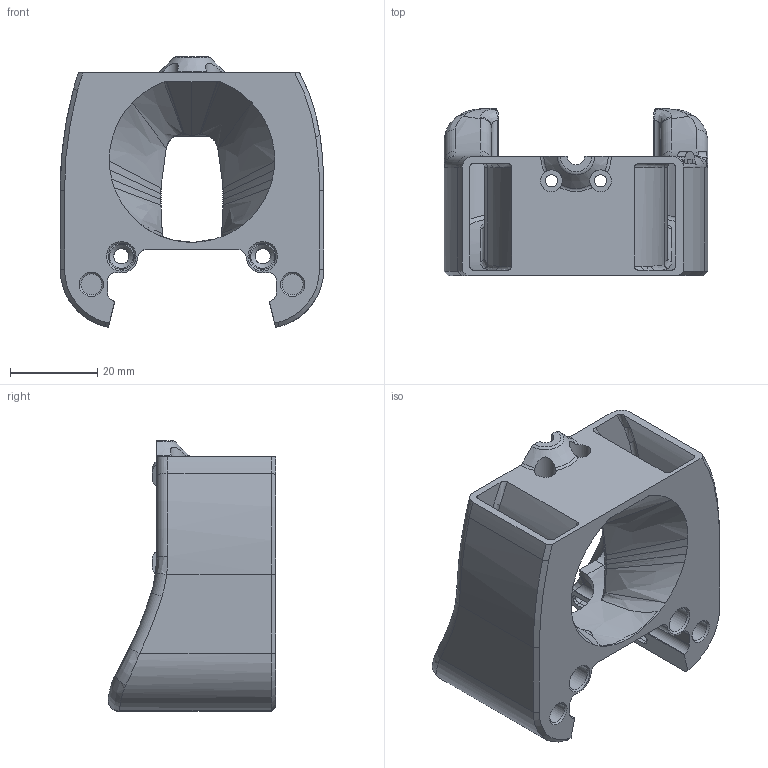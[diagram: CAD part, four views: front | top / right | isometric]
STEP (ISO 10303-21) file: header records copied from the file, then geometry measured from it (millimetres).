
FILE_DESCRIPTION(/* description */ (''),/* implementation_level */ '2;1');
FILE_NAME(/* name */ 'Trident_Assembly_Dragon v9.step',/* time_stamp */ '2021-09-04T22:28:47+02:00',/* author */ (''),/* organization */ (''),/* preprocessor_version */ 'ST-DEVELOPER v18.1',/* originating_system */ 'Autodesk Translation Framework v10.10.0.1391',/* authorisation */ '');
FILE_SCHEMA (('AUTOMOTIVE_DESIGN { 1 0 10303 214 3 1 1 }'));
Length unit declared in the file: millimetre
Products named in the file (2): Trident_Assembly_Dragon; Dragon Body Front
Assembly tree (1 placements, depth 2):
  Trident_Assembly_Dragon
    Dragon Body Front
Bounding box: 60.58 x 38.53 x 62.25 mm (x, y, z)
Volume: 29006.1 mm3; surface area: 24705.7 mm2
Topology: 1 solids, 1 shells, 344 faces, 956 edges, 614 vertices
Faces by surface type: bspline 131, plane 80, cylinder 72, torus 47, cone 14
Full cylindrical faces by diameter (mm): 2.8 x2, 3.5 x2, 4.8 x4, 5 x2, 6 x2
Entity records: 18018 total; most frequent: CARTESIAN_POINT 10061, ORIENTED_EDGE 1912, DIRECTION 1295, EDGE_CURVE 956, VERTEX_POINT 614, AXIS2_PLACEMENT_3D 523, B_SPLINE_CURVE_WITH_KNOTS 399, EDGE_LOOP 362
